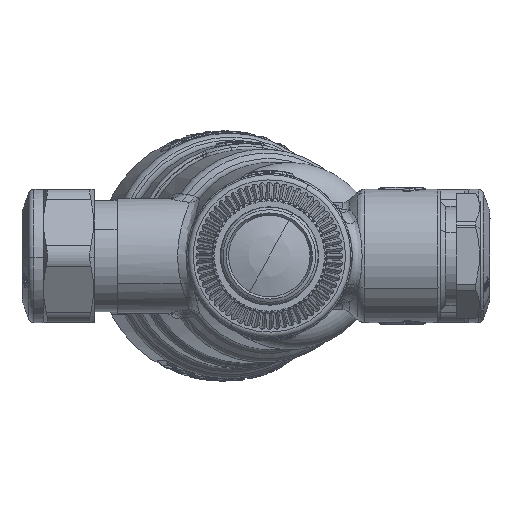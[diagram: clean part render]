
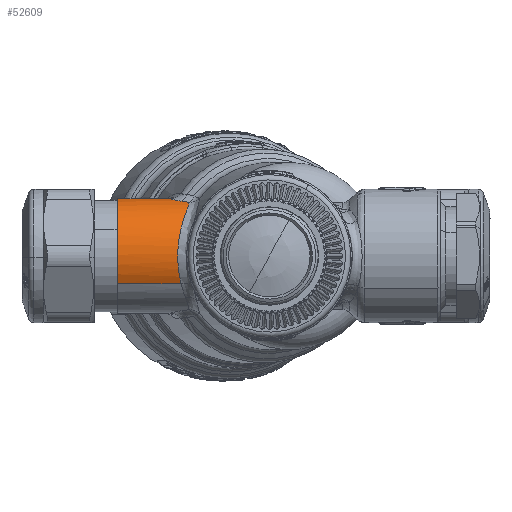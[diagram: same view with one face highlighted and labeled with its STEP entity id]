
A CAD part, front view. The second image highlights one B-rep face of the part: STEP entity #52609.
In plain terms, the highlighted cylindrical face has radius 10.75 mm (diameter 21.5 mm), a partial arc.
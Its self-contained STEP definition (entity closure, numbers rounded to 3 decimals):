
#48731=CARTESIAN_POINT('Vertex',(-25.954,9.434,5.154)) ;
#48749=CARTESIAN_POINT('Axis2P3D Location',(-2.789,0.,0.)) ;
#48754=CARTESIAN_POINT('Line Origine',(-2.5,-9.434,-5.154)) ;
#48758=CARTESIAN_POINT('Vertex',(-28.379,-9.434,-5.154)) ;
#48760=CARTESIAN_POINT('Vertex',(-16.518,-9.434,-5.154)) ;
#48767=CARTESIAN_POINT('Vertex',(-28.379,9.434,5.154)) ;
#48770=CARTESIAN_POINT('Line Origine',(-2.5,9.434,5.154)) ;
#48920=CARTESIAN_POINT('Vertex',(-25.11,9.086,5.746)) ;
#48938=CARTESIAN_POINT('Control Point',(-25.954,9.434,5.154)) ;
#48939=CARTESIAN_POINT('Control Point',(-25.803,9.361,5.287)) ;
#48940=CARTESIAN_POINT('Control Point',(-25.643,9.29,5.413)) ;
#48941=CARTESIAN_POINT('Control Point',(-25.474,9.219,5.532)) ;
#48942=CARTESIAN_POINT('Control Point',(-25.296,9.151,5.643)) ;
#48943=CARTESIAN_POINT('Control Point',(-25.11,9.086,5.746)) ;
#52544=CARTESIAN_POINT('Axis2P3D Location',(-28.379,0.,0.)) ;
#52550=CARTESIAN_POINT('Control Point',(-16.518,-9.434,-5.154)) ;
#52551=CARTESIAN_POINT('Control Point',(-16.794,-10.046,-4.033)) ;
#52552=CARTESIAN_POINT('Control Point',(-17.024,-10.5,-2.806)) ;
#52553=CARTESIAN_POINT('Control Point',(-17.166,-10.77,-1.499)) ;
#52554=CARTESIAN_POINT('Control Point',(-17.216,-10.87,0.757)) ;
#52555=CARTESIAN_POINT('Control Point',(-16.977,-10.402,2.931)) ;
#52556=CARTESIAN_POINT('Control Point',(-16.836,-10.12,3.785)) ;
#52557=CARTESIAN_POINT('Control Point',(-16.438,-9.292,5.635)) ;
#52558=CARTESIAN_POINT('Control Point',(-15.935,-8.083,7.216)) ;
#52559=CARTESIAN_POINT('Control Point',(-15.646,-7.3,8.006)) ;
#52560=CARTESIAN_POINT('Control Point',(-15.302,-6.138,8.912)) ;
#52561=CARTESIAN_POINT('Control Point',(-15.091,-4.85,9.604)) ;
#52562=CARTESIAN_POINT('Control Point',(-15.047,-4.521,9.764)) ;
#52563=CARTESIAN_POINT('Control Point',(-15.016,-4.185,9.909)) ;
#52564=CARTESIAN_POINT('Control Point',(-14.997,-3.844,10.039)) ;
#52565=CARTESIAN_POINT('Vertex',(-14.997,-3.844,10.039)) ;
#52569=CARTESIAN_POINT('Control Point',(-14.997,-3.844,10.039)) ;
#52570=CARTESIAN_POINT('Control Point',(-15.443,-3.65,10.113)) ;
#52571=CARTESIAN_POINT('Control Point',(-15.891,-3.458,10.181)) ;
#52572=CARTESIAN_POINT('Control Point',(-16.342,-3.267,10.242)) ;
#52573=CARTESIAN_POINT('Vertex',(-16.342,-3.267,10.242)) ;
#52577=CARTESIAN_POINT('Control Point',(-16.342,-3.267,10.242)) ;
#52578=CARTESIAN_POINT('Control Point',(-17.146,-2.925,10.351)) ;
#52579=CARTESIAN_POINT('Control Point',(-17.877,-2.385,10.511)) ;
#52580=CARTESIAN_POINT('Control Point',(-18.375,-1.619,10.66)) ;
#52581=CARTESIAN_POINT('Control Point',(-18.593,-0.786,10.721)) ;
#52582=CARTESIAN_POINT('Vertex',(-18.593,-0.786,10.721)) ;
#52586=CARTESIAN_POINT('Control Point',(-18.593,-0.786,10.721)) ;
#52587=CARTESIAN_POINT('Control Point',(-18.811,0.043,10.782)) ;
#52588=CARTESIAN_POINT('Control Point',(-19.1,0.864,10.762)) ;
#52589=CARTESIAN_POINT('Control Point',(-19.455,1.66,10.665)) ;
#52590=CARTESIAN_POINT('Control Point',(-20.193,3.062,10.365)) ;
#52591=CARTESIAN_POINT('Control Point',(-21.049,4.355,9.858)) ;
#52592=CARTESIAN_POINT('Control Point',(-21.454,4.92,9.588)) ;
#52593=CARTESIAN_POINT('Control Point',(-22.451,6.22,8.848)) ;
#52594=CARTESIAN_POINT('Control Point',(-23.468,7.381,7.889)) ;
#52595=CARTESIAN_POINT('Control Point',(-24.053,8.01,7.254)) ;
#52596=CARTESIAN_POINT('Control Point',(-24.608,8.583,6.54)) ;
#52597=CARTESIAN_POINT('Control Point',(-25.11,9.086,5.746)) ;
#48756=VECTOR('Line Direction',#48755,1.) ;
#48772=VECTOR('Line Direction',#48771,1.) ;
#48750=DIRECTION('Axis2P3D Direction',(1.,0.,0.)) ;
#48751=DIRECTION('Axis2P3D XDirection',(0.,0.878,0.479)) ;
#48755=DIRECTION('Vector Direction',(1.,0.,0.)) ;
#48771=DIRECTION('Vector Direction',(1.,0.,0.)) ;
#52545=DIRECTION('Axis2P3D Direction',(1.,0.,0.)) ;
#48752=AXIS2_PLACEMENT_3D('Cylinder Axis2P3D',#48749,#48750,#48751) ;
#52546=AXIS2_PLACEMENT_3D('Circle Axis2P3D',#52544,#52545,$) ;
#48757=LINE('Line',#48754,#48756) ;
#48773=LINE('Line',#48770,#48772) ;
#52547=CIRCLE('generated circle',#52546,10.75) ;
#48753=CYLINDRICAL_SURFACE('generated cylinder',#48752,10.75) ;
#48762=EDGE_CURVE('',#48759,#48761,#48757,.T.) ;
#48774=EDGE_CURVE('',#48768,#48732,#48773,.T.) ;
#48944=EDGE_CURVE('',#48732,#48921,#48937,.T.) ;
#52548=EDGE_CURVE('',#48759,#48768,#52547,.F.) ;
#52567=EDGE_CURVE('',#52566,#48761,#52549,.F.) ;
#52575=EDGE_CURVE('',#52574,#52566,#52568,.F.) ;
#52584=EDGE_CURVE('',#52583,#52574,#52576,.F.) ;
#52598=EDGE_CURVE('',#48921,#52583,#52585,.F.) ;
#52600=ORIENTED_EDGE('',*,*,#48774,.F.) ;
#52601=ORIENTED_EDGE('',*,*,#52548,.F.) ;
#52602=ORIENTED_EDGE('',*,*,#48762,.T.) ;
#52603=ORIENTED_EDGE('',*,*,#52567,.F.) ;
#52604=ORIENTED_EDGE('',*,*,#52575,.F.) ;
#52605=ORIENTED_EDGE('',*,*,#52584,.F.) ;
#52606=ORIENTED_EDGE('',*,*,#52598,.F.) ;
#52607=ORIENTED_EDGE('',*,*,#48944,.F.) ;
#52599=EDGE_LOOP('',(#52600,#52601,#52602,#52603,#52604,#52605,#52606,#52607)) ;
#48732=VERTEX_POINT('',#48731) ;
#48759=VERTEX_POINT('',#48758) ;
#48761=VERTEX_POINT('',#48760) ;
#48768=VERTEX_POINT('',#48767) ;
#48921=VERTEX_POINT('',#48920) ;
#52566=VERTEX_POINT('',#52565) ;
#52574=VERTEX_POINT('',#52573) ;
#52583=VERTEX_POINT('',#52582) ;
#52609=ADVANCED_FACE('PartBody',(#52608),#48753,.T.) ;
#48937=B_SPLINE_CURVE_WITH_KNOTS('',5,(#48938,#48939,#48940,#48941,#48942,#48943),.UNSPECIFIED.,.F.,.U.,(6,6),(0.,1.371),.UNSPECIFIED.) ;
#52549=B_SPLINE_CURVE_WITH_KNOTS('',5,(#52550,#52551,#52552,#52553,#52554,#52555,#52556,#52557,#52558,#52559,#52560,#52561,#52562,#52563,#52564),.UNSPECIFIED.,.F.,.U.,(6,3,3,3,6),(15.546,25.244,31.901,40.45,43.307),.UNSPECIFIED.) ;
#52568=B_SPLINE_CURVE_WITH_KNOTS('',3,(#52569,#52570,#52571,#52572),.UNSPECIFIED.,.F.,.U.,(4,4),(9.595,12.732),.UNSPECIFIED.) ;
#52576=B_SPLINE_CURVE_WITH_KNOTS('',4,(#52577,#52578,#52579,#52580,#52581),.UNSPECIFIED.,.F.,.U.,(5,5),(6.845,10.892),.UNSPECIFIED.) ;
#52585=B_SPLINE_CURVE_WITH_KNOTS('',5,(#52586,#52587,#52588,#52589,#52590,#52591,#52592,#52593,#52594,#52595,#52596,#52597),.UNSPECIFIED.,.F.,.U.,(6,3,3,6),(43.273,50.053,55.703,63.615),.UNSPECIFIED.) ;
#52608=FACE_OUTER_BOUND('',#52599,.T.) ;
